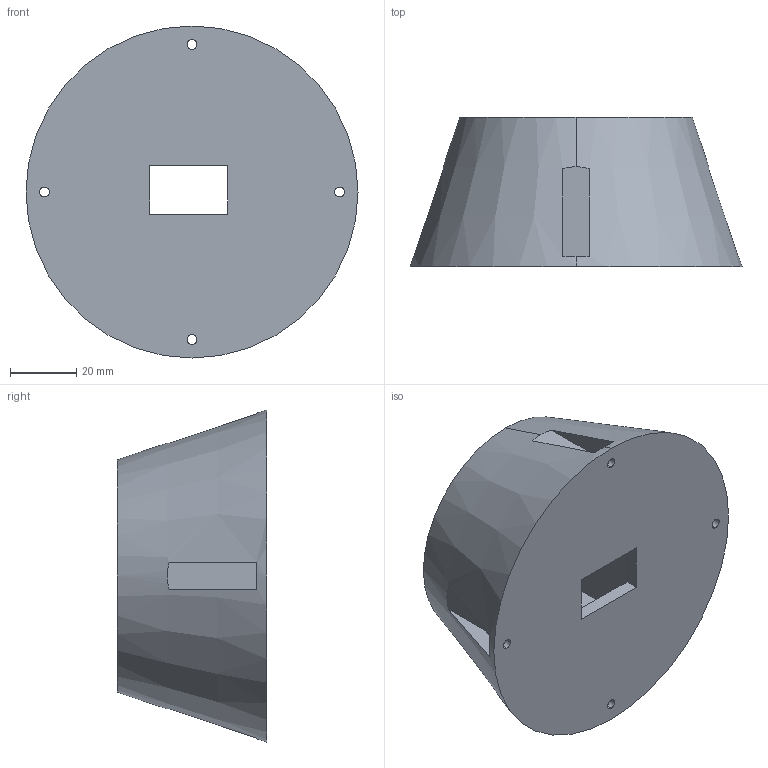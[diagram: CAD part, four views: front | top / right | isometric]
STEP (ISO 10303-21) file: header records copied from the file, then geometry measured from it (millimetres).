
FILE_DESCRIPTION (( 'STEP AP214' ), '1' );
FILE_NAME ('support dynamixel.STEP', '2025-05-14T12:58:16', ( '' ), ( '' ), 'SwSTEP 2.0', 'SolidWorks 2024', '' );
FILE_SCHEMA (( 'AUTOMOTIVE_DESIGN' ));
Length unit declared in the file: millimetre
Products named in the file (1): support dynamixel
Bounding box: 100 x 45 x 100 mm (x, y, z)
Volume: 183707.8 mm3; surface area: 32104.8 mm2
Topology: 1 solids, 1 shells, 37 faces, 96 edges, 64 vertices
Faces by surface type: plane 27, cylinder 8, cone 2
Entity records: 1213 total; most frequent: CARTESIAN_POINT 260, ORIENTED_EDGE 192, DIRECTION 184, EDGE_CURVE 96, AXIS2_PLACEMENT_3D 64, VERTEX_POINT 64, VECTOR 56, LINE 56
